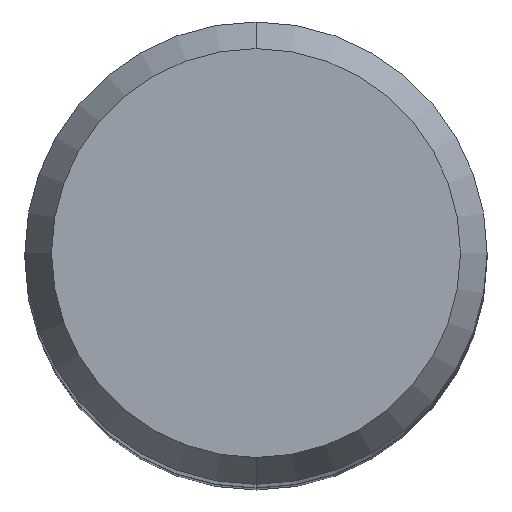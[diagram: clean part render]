
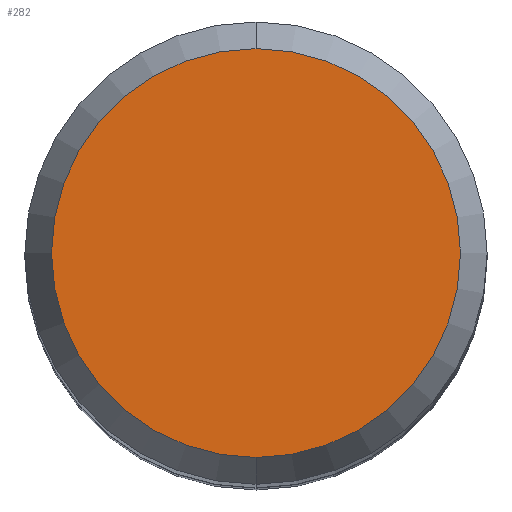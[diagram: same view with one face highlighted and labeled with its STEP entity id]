
A CAD part, top view. The second image highlights one B-rep face of the part: STEP entity #282.
In plain terms, the highlighted planar face has unit normal (0, 0, 1).
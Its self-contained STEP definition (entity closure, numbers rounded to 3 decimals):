
#128=EDGE_CURVE('',#272,#176,#317,.T.);
#176=VERTEX_POINT('',#376);
#202=EDGE_CURVE('',#176,#272,#405,.T.);
#272=VERTEX_POINT('',#484);
#282=ADVANCED_FACE('',(#494),#495,.T.);
#317=CIRCLE('',#528,4.423);
#376=CARTESIAN_POINT('',(0.0,4.423,0.0));
#405=CIRCLE('',#635,4.423);
#484=CARTESIAN_POINT('',(0.,-4.423,0.0));
#494=FACE_OUTER_BOUND('',#747,.T.);
#495=PLANE('',#748);
#528=AXIS2_PLACEMENT_3D('',#766,#767,#768);
#635=AXIS2_PLACEMENT_3D('',#880,#881,#882);
#747=EDGE_LOOP('',(#998,#999));
#748=AXIS2_PLACEMENT_3D('',#1000,#1001,#1002);
#766=CARTESIAN_POINT('',(0.0,0.0,0.0));
#767=DIRECTION('',(0.0,0.0,-1.0));
#768=DIRECTION('',(0.0,1.0,0.0));
#880=CARTESIAN_POINT('',(0.0,0.0,0.0));
#881=DIRECTION('',(0.0,0.0,-1.0));
#882=DIRECTION('',(0.0,1.0,0.0));
#998=ORIENTED_EDGE('',*,*,#202,.F.);
#999=ORIENTED_EDGE('',*,*,#128,.F.);
#1000=CARTESIAN_POINT('',(0.0,2.211,0.0));
#1001=DIRECTION('',(-0.0,0.0,1.0));
#1002=DIRECTION('',(0.0,-1.0,0.0));
